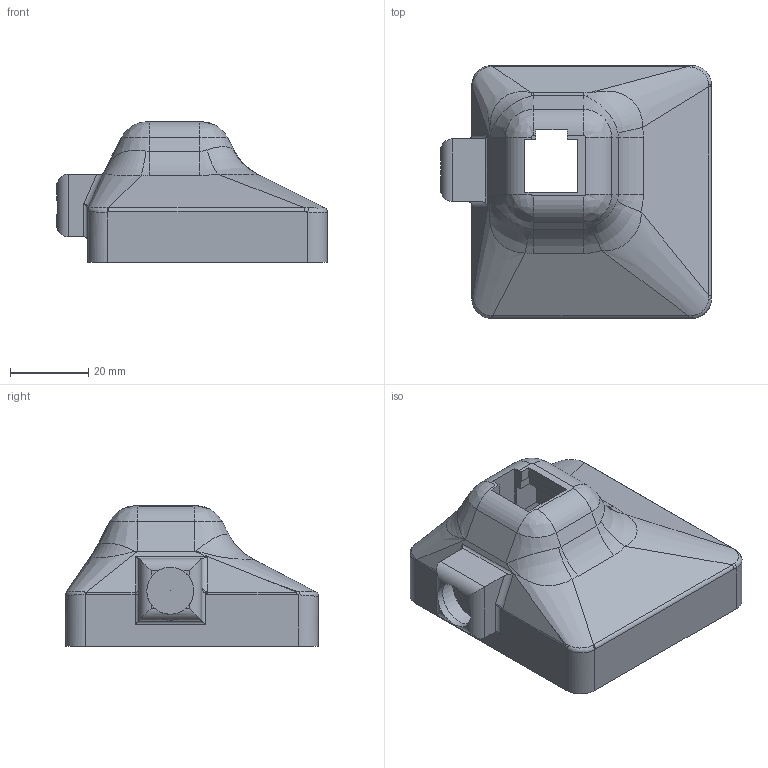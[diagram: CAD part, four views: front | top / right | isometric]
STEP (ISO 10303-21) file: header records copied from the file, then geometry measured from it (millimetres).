
FILE_DESCRIPTION(/* description */ (''),/* implementation_level */ '2;1');
FILE_NAME(/* name */ 'casingtop_v8_.step',/* time_stamp */ '2023-02-01T17:07:41-06:00',/* author */ (''),/* organization */ (''),/* preprocessor_version */ 'ST-DEVELOPER v19.2',/* originating_system */ 'Autodesk Translation Framework v11.17.0.187',/* authorisation */ '');
FILE_SCHEMA (('AUTOMOTIVE_DESIGN { 1 0 10303 214 3 1 1 }'));
Length unit declared in the file: millimetre
Products named in the file (1): casingtop_v8_
Bounding box: 69.22 x 64.58 x 35.87 mm (x, y, z)
Volume: 38257.1 mm3; surface area: 20026.7 mm2
Topology: 1 solids, 1 shells, 665 faces, 1839 edges, 1199 vertices
Faces by surface type: plane 446, bspline 156, cylinder 57, cone 4, torus 1, sphere 1
Full cylindrical faces by diameter (mm): 0.017 x1, 4.177 x6, 12 x1, 15.017 x1
Entity records: 25175 total; most frequent: CARTESIAN_POINT 8698, ORIENTED_EDGE 3678, DIRECTION 2982, EDGE_CURVE 1839, LINE 1398, VECTOR 1398, VERTEX_POINT 1199, AXIS2_PLACEMENT_3D 792
